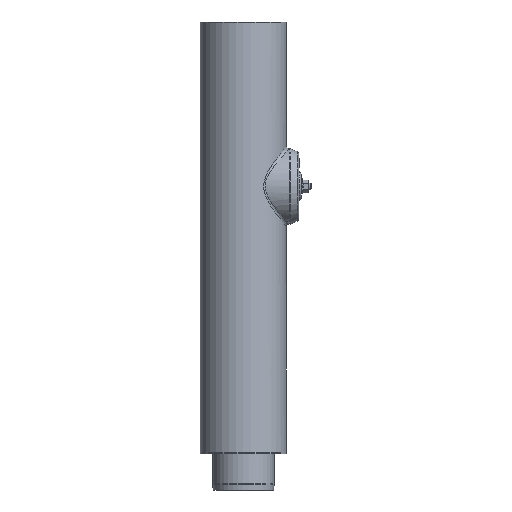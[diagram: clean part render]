
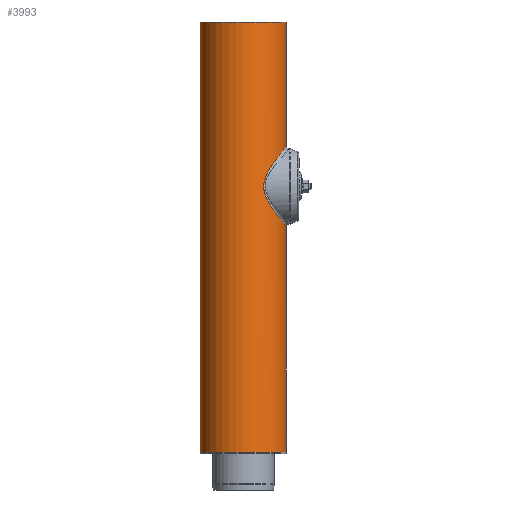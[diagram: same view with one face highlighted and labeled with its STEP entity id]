
A CAD part, left-side view. The second image highlights one B-rep face of the part: STEP entity #3993.
In plain terms, the highlighted cylindrical face has radius 510 mm (diameter 1020 mm), a full revolution.
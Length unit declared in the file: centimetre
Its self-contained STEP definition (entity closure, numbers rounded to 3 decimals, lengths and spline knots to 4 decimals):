
#39=B_SPLINE_CURVE_WITH_KNOTS('',3,(#7717,#7718,#7719,#7720,#7721,#7722,
#7723,#7724,#7725,#7726,#7727,#7728,#7729,#7730,#7731,#7732,#7733,#7734,
#7735,#7736,#7737,#7738,#7739,#7740,#7741,#7742,#7743,#7744,#7745,#7746,
#7747,#7748,#7749,#7750,#7751,#7752,#7753,#7754,#7755,#7756,#7757,#7758,
#7759,#7760,#7761,#7762,#7763,#7764,#7765,#7766,#7767,#7768),
 .UNSPECIFIED.,.T.,.F.,(4,1,1,1,1,1,1,1,1,1,1,1,1,1,1,1,1,1,1,1,1,1,1,1,
1,1,1,1,1,1,1,1,1,1,1,1,1,1,1,1,1,1,1,1,1,1,1,1,1,4),(-442.6118,
-439.9773,-437.3427,-432.0735,-426.8043,
-421.5351,-416.2659,-410.9967,-400.4583,
-393.4328,-386.4072,-379.3816,-372.356,
-365.3304,-358.3048,-348.9374,-344.2537,
-337.2281,-330.2025,-323.1769,-316.1513,
-309.1257,-305.6129,-302.1001,-297.4164,
-292.7327,-288.049,-283.3653,-281.0234,
-273.9978,-266.9722,-259.9466,-252.9211,
-245.8955,-238.8699,-231.8443,-224.8187,
-217.7931,-213.1094,-203.742,-194.3745,
-189.6908,-179.1524,-173.8832,-168.614,
-163.3448,-158.0757,-152.8065,-150.1719,
-147.5373),.UNSPECIFIED.);
#100=FACE_BOUND('',#1045,.T.);
#150=CYLINDRICAL_SURFACE('',#4358,51.);
#334=CIRCLE('',#4359,51.);
#335=CIRCLE('',#4360,51.);
#765=FACE_OUTER_BOUND('',#1044,.T.);
#1044=EDGE_LOOP('',(#2874,#2875,#2876,#2877));
#1045=EDGE_LOOP('',(#2878));
#1324=LINE('',#7777,#1497);
#1497=VECTOR('',#5173,51.);
#1732=VERTEX_POINT('',#7657);
#1736=VERTEX_POINT('',#7774);
#1737=VERTEX_POINT('',#7776);
#2146=EDGE_CURVE('',#1732,#1732,#39,.T.);
#2149=EDGE_CURVE('',#1736,#1736,#334,.T.);
#2150=EDGE_CURVE('',#1736,#1737,#1324,.T.);
#2151=EDGE_CURVE('',#1737,#1737,#335,.T.);
#2874=ORIENTED_EDGE('',*,*,#2149,.F.);
#2875=ORIENTED_EDGE('',*,*,#2150,.T.);
#2876=ORIENTED_EDGE('',*,*,#2151,.F.);
#2877=ORIENTED_EDGE('',*,*,#2150,.F.);
#2878=ORIENTED_EDGE('',*,*,#2146,.F.);
#3993=ADVANCED_FACE('',(#765,#100),#150,.T.);
#4358=AXIS2_PLACEMENT_3D('',#7773,#5169,#5170);
#4359=AXIS2_PLACEMENT_3D('',#7775,#5171,#5172);
#4360=AXIS2_PLACEMENT_3D('',#7778,#5174,#5175);
#5169=DIRECTION('center_axis',(0.,0.,-1.));
#5170=DIRECTION('ref_axis',(1.,0.,0.));
#5171=DIRECTION('center_axis',(0.,0.,-1.));
#5172=DIRECTION('ref_axis',(1.,0.,0.));
#5173=DIRECTION('',(0.,0.,1.));
#5174=DIRECTION('center_axis',(0.,0.,1.));
#5175=DIRECTION('ref_axis',(1.,0.,0.));
#7657=CARTESIAN_POINT('',(221.0133,229.1874,82.5));
#7717=CARTESIAN_POINT('Ctrl Pts',(221.0133,229.1874,82.5));
#7718=CARTESIAN_POINT('Ctrl Pts',(221.0133,229.1874,83.4731));
#7719=CARTESIAN_POINT('Ctrl Pts',(220.9576,229.0835,85.4187));
#7720=CARTESIAN_POINT('Ctrl Pts',(220.6298,228.4817,89.2504));
#7721=CARTESIAN_POINT('Ctrl Pts',(219.8426,227.0918,93.8311));
#7722=CARTESIAN_POINT('Ctrl Pts',(218.3984,224.8025,98.9148));
#7723=CARTESIAN_POINT('Ctrl Pts',(216.518,222.1812,103.6339));
#7724=CARTESIAN_POINT('Ctrl Pts',(214.2258,219.4035,108.0362));
#7725=CARTESIAN_POINT('Ctrl Pts',(210.6351,215.6528,113.5023));
#7726=CARTESIAN_POINT('Ctrl Pts',(205.8668,211.7006,118.7903));
#7727=CARTESIAN_POINT('Ctrl Pts',(199.6548,207.958,123.5751));
#7728=CARTESIAN_POINT('Ctrl Pts',(193.6086,205.2823,126.907));
#7729=CARTESIAN_POINT('Ctrl Pts',(186.9177,203.3339,129.2954));
#7730=CARTESIAN_POINT('Ctrl Pts',(179.7614,202.2987,130.5519));
#7731=CARTESIAN_POINT('Ctrl Pts',(172.434,202.2986,130.5524));
#7732=CARTESIAN_POINT('Ctrl Pts',(164.4806,203.4479,129.1563));
#7733=CARTESIAN_POINT('Ctrl Pts',(157.8716,205.5487,126.5809));
#7734=CARTESIAN_POINT('Ctrl Pts',(151.9481,208.3135,123.1203));
#7735=CARTESIAN_POINT('Ctrl Pts',(147.2143,211.1644,119.4771));
#7736=CARTESIAN_POINT('Ctrl Pts',(142.628,214.724,114.7485));
#7737=CARTESIAN_POINT('Ctrl Pts',(138.7668,218.4655,109.4734));
#7738=CARTESIAN_POINT('Ctrl Pts',(135.623,222.197,103.6787));
#7739=CARTESIAN_POINT('Ctrl Pts',(133.6061,225.0881,98.3744));
#7740=CARTESIAN_POINT('Ctrl Pts',(132.3949,227.0354,93.7915));
#7741=CARTESIAN_POINT('Ctrl Pts',(131.634,228.3462,89.7744));
#7742=CARTESIAN_POINT('Ctrl Pts',(131.157,229.2265,85.1126));
#7743=CARTESIAN_POINT('Ctrl Pts',(131.1567,229.2273,79.8866));
#7744=CARTESIAN_POINT('Ctrl Pts',(131.6778,228.2652,74.8008));
#7745=CARTESIAN_POINT('Ctrl Pts',(132.4847,226.8831,70.8168));
#7746=CARTESIAN_POINT('Ctrl Pts',(133.74,224.8965,66.2743));
#7747=CARTESIAN_POINT('Ctrl Pts',(135.6217,222.1985,61.3236));
#7748=CARTESIAN_POINT('Ctrl Pts',(138.7671,218.4654,55.5266));
#7749=CARTESIAN_POINT('Ctrl Pts',(142.6256,214.726,50.2542));
#7750=CARTESIAN_POINT('Ctrl Pts',(147.2125,211.166,45.5249));
#7751=CARTESIAN_POINT('Ctrl Pts',(152.5366,207.9581,41.4257));
#7752=CARTESIAN_POINT('Ctrl Pts',(158.5831,205.2823,38.0925));
#7753=CARTESIAN_POINT('Ctrl Pts',(165.2736,203.3341,35.7052));
#7754=CARTESIAN_POINT('Ctrl Pts',(172.4304,202.2983,34.4474));
#7755=CARTESIAN_POINT('Ctrl Pts',(178.9428,202.2995,34.4488));
#7756=CARTESIAN_POINT('Ctrl Pts',(186.1313,203.1588,35.4924));
#7757=CARTESIAN_POINT('Ctrl Pts',(193.6919,205.186,37.9687));
#7758=CARTESIAN_POINT('Ctrl Pts',(200.2863,208.2947,41.8458));
#7759=CARTESIAN_POINT('Ctrl Pts',(206.3526,212.1033,46.7486));
#7760=CARTESIAN_POINT('Ctrl Pts',(210.6345,215.6523,51.497));
#7761=CARTESIAN_POINT('Ctrl Pts',(214.2248,219.4024,56.9623));
#7762=CARTESIAN_POINT('Ctrl Pts',(216.5164,222.1792,61.3627));
#7763=CARTESIAN_POINT('Ctrl Pts',(218.3979,224.8017,66.0835));
#7764=CARTESIAN_POINT('Ctrl Pts',(219.8427,227.0919,71.1691));
#7765=CARTESIAN_POINT('Ctrl Pts',(220.6298,228.4817,75.7496));
#7766=CARTESIAN_POINT('Ctrl Pts',(220.9576,229.0835,79.5813));
#7767=CARTESIAN_POINT('Ctrl Pts',(221.0133,229.1874,81.5269));
#7768=CARTESIAN_POINT('Ctrl Pts',(221.0133,229.1874,82.5));
#7773=CARTESIAN_POINT('Origin',(176.0958,253.3416,22.5));
#7774=CARTESIAN_POINT('',(125.0958,253.3416,-232.5));
#7775=CARTESIAN_POINT('Origin',(176.0958,253.3416,-232.5));
#7776=CARTESIAN_POINT('',(125.0958,253.3416,277.5));
#7777=CARTESIAN_POINT('',(125.0958,253.3416,22.5));
#7778=CARTESIAN_POINT('Origin',(176.0958,253.3416,277.5));
